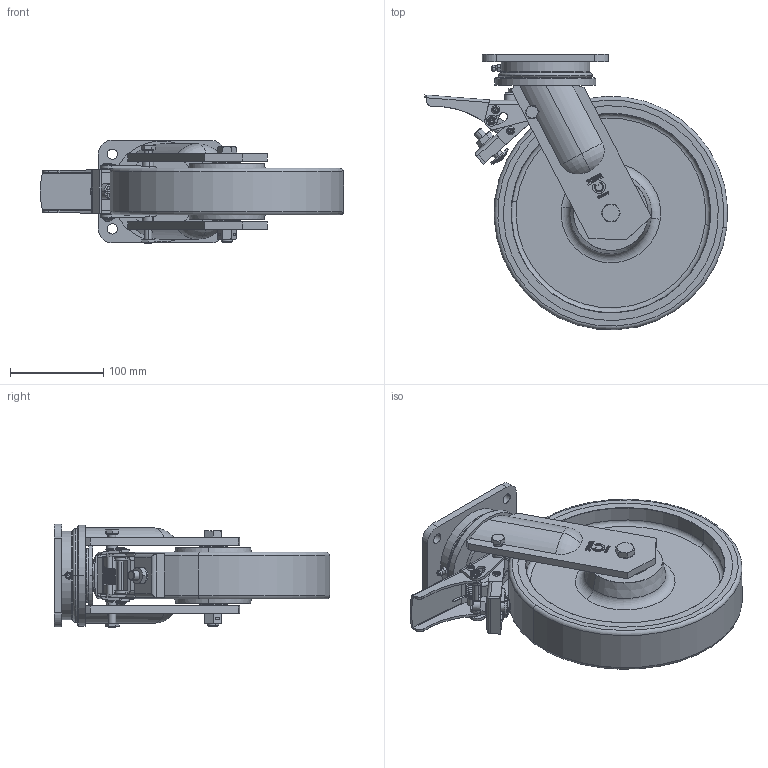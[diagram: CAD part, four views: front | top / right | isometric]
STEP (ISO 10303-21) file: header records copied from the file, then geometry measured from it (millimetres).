
FILE_DESCRIPTION (( 'STEP AP214' ), '1' );
FILE_NAME ('0010128_L-HB-PUZG-250-K-3-DSV.STEP', '2015-09-14T09:52:37', ( '' ), ( '' ), 'SwSTEP 2.0', 'SolidWorks 2014', '' );
FILE_SCHEMA (( 'AUTOMOTIVE_DESIGN' ));
Length unit declared in the file: millimetre
Products named in the file (1): 0010128_L-HB-PUZG-250-K-3-DSV
Bounding box: 324.3 x 294.83 x 110.99 mm (x, y, z)
Surface area: 449761.5 mm2 (no closed solid volume)
Topology: 0 solids, 41 shells, 1225 faces, 3030 edges, 1935 vertices
Faces by surface type: plane 505, cylinder 267, bspline 224, cone 141, torus 82, sphere 6
Entity records: 57489 total; most frequent: CARTESIAN_POINT 16048, ORIENTED_EDGE 5998, DIRECTION 5133, EDGE_CURVE 3015, VERTEX_POINT 1934, AXIS2_PLACEMENT_3D 1788, LINE 1557, VECTOR 1557
